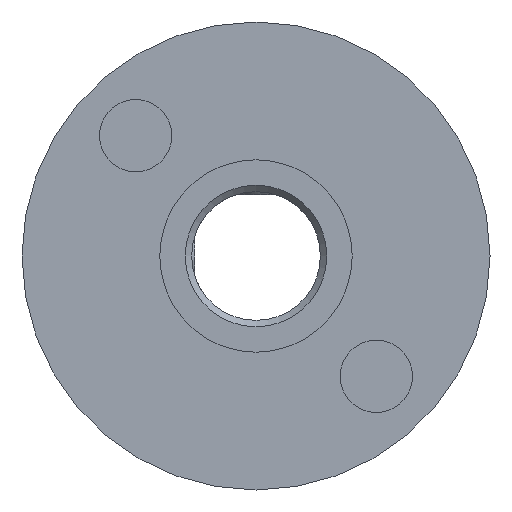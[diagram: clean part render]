
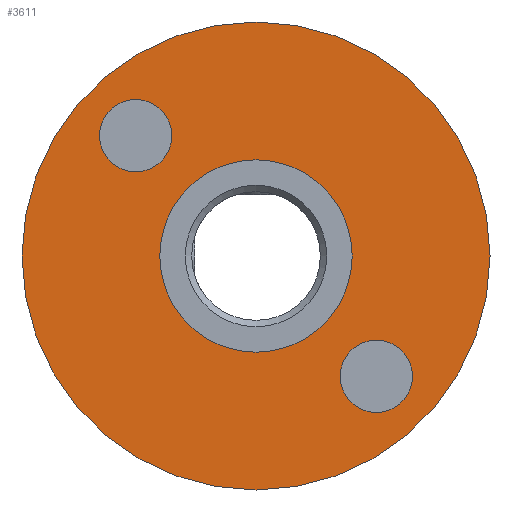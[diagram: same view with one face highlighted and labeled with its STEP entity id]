
A CAD part, left-side view. The second image highlights one B-rep face of the part: STEP entity #3611.
In plain terms, the highlighted planar face has unit normal (-1, 0, 0).
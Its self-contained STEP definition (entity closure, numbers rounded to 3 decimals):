
#129 = CIRCLE ( 'NONE', #4639, 1.7 ) ;
#170 = CARTESIAN_POINT ( 'NONE',  ( -1.6, 0., 0. ) ) ;
#179 = VERTEX_POINT ( 'NONE', #2332 ) ;
#403 = CIRCLE ( 'NONE', #6584, 1.7 ) ;
#785 = CARTESIAN_POINT ( 'NONE',  ( -1.6, 0., -11. ) ) ;
#968 = DIRECTION ( 'NONE',  ( 0., 0., -1. ) ) ;
#1240 = PLANE ( 'NONE',  #3538 ) ;
#1275 = DIRECTION ( 'NONE',  ( 0., 0., -1. ) ) ;
#1283 = CARTESIAN_POINT ( 'NONE',  ( -1.6, 0., -4.525 ) ) ;
#1502 = CARTESIAN_POINT ( 'NONE',  ( -1.6, 5.657, 5.657 ) ) ;
#2144 = DIRECTION ( 'NONE',  ( 0., 0., -1. ) ) ;
#2251 = EDGE_CURVE ( 'NONE', #3474, #3474, #4950, .T. ) ;
#2332 = CARTESIAN_POINT ( 'NONE',  ( -1.6, -5.657, -7.357 ) ) ;
#2347 = EDGE_CURVE ( 'NONE', #4988, #4988, #129, .T. ) ;
#2350 = EDGE_CURVE ( 'NONE', #6664, #6664, #3069, .T. ) ;
#2387 = CARTESIAN_POINT ( 'NONE',  ( -1.6, 0., 0. ) ) ;
#2744 = DIRECTION ( 'NONE',  ( 0., 0., -1. ) ) ;
#2957 = AXIS2_PLACEMENT_3D ( 'NONE', #2387, #5381, #2744 ) ;
#2978 = EDGE_LOOP ( 'NONE', ( #4933 ) ) ;
#3069 = CIRCLE ( 'NONE', #2957, 11. ) ;
#3422 = DIRECTION ( 'NONE',  ( 1., 0., 0. ) ) ;
#3474 = VERTEX_POINT ( 'NONE', #1283 ) ;
#3538 = AXIS2_PLACEMENT_3D ( 'NONE', #170, #6624, #1275 ) ;
#3611 = ADVANCED_FACE ( 'NONE', ( #6586, #4402, #6546, #4438 ), #1240, .F. ) ;
#4124 = EDGE_CURVE ( 'NONE', #179, #179, #403, .T. ) ;
#4235 = DIRECTION ( 'NONE',  ( -1., 0., 0. ) ) ;
#4402 = FACE_BOUND ( 'NONE', #5675, .T. ) ;
#4421 = EDGE_LOOP ( 'NONE', ( #4476 ) ) ;
#4438 = FACE_BOUND ( 'NONE', #2978, .T. ) ;
#4476 = ORIENTED_EDGE ( 'NONE', *, *, #2350, .F. ) ;
#4516 = CARTESIAN_POINT ( 'NONE',  ( -1.6, 5.657, 3.957 ) ) ;
#4639 = AXIS2_PLACEMENT_3D ( 'NONE', #1502, #5784, #968 ) ;
#4673 = ORIENTED_EDGE ( 'NONE', *, *, #4124, .T. ) ;
#4693 = CARTESIAN_POINT ( 'NONE',  ( -1.6, 0., 0. ) ) ;
#4933 = ORIENTED_EDGE ( 'NONE', *, *, #2251, .F. ) ;
#4950 = CIRCLE ( 'NONE', #5869, 4.525 ) ;
#4988 = VERTEX_POINT ( 'NONE', #4516 ) ;
#5381 = DIRECTION ( 'NONE',  ( 1., 0., 0. ) ) ;
#5548 = DIRECTION ( 'NONE',  ( 0., 0., -1. ) ) ;
#5675 = EDGE_LOOP ( 'NONE', ( #4673 ) ) ;
#5784 = DIRECTION ( 'NONE',  ( 1., 0., 0. ) ) ;
#5869 = AXIS2_PLACEMENT_3D ( 'NONE', #4693, #4235, #2144 ) ;
#5977 = ORIENTED_EDGE ( 'NONE', *, *, #2347, .T. ) ;
#6158 = EDGE_LOOP ( 'NONE', ( #5977 ) ) ;
#6546 = FACE_OUTER_BOUND ( 'NONE', #4421, .T. ) ;
#6584 = AXIS2_PLACEMENT_3D ( 'NONE', #6650, #3422, #5548 ) ;
#6586 = FACE_BOUND ( 'NONE', #6158, .T. ) ;
#6624 = DIRECTION ( 'NONE',  ( 1., 0., 0. ) ) ;
#6650 = CARTESIAN_POINT ( 'NONE',  ( -1.6, -5.657, -5.657 ) ) ;
#6664 = VERTEX_POINT ( 'NONE', #785 ) ;
